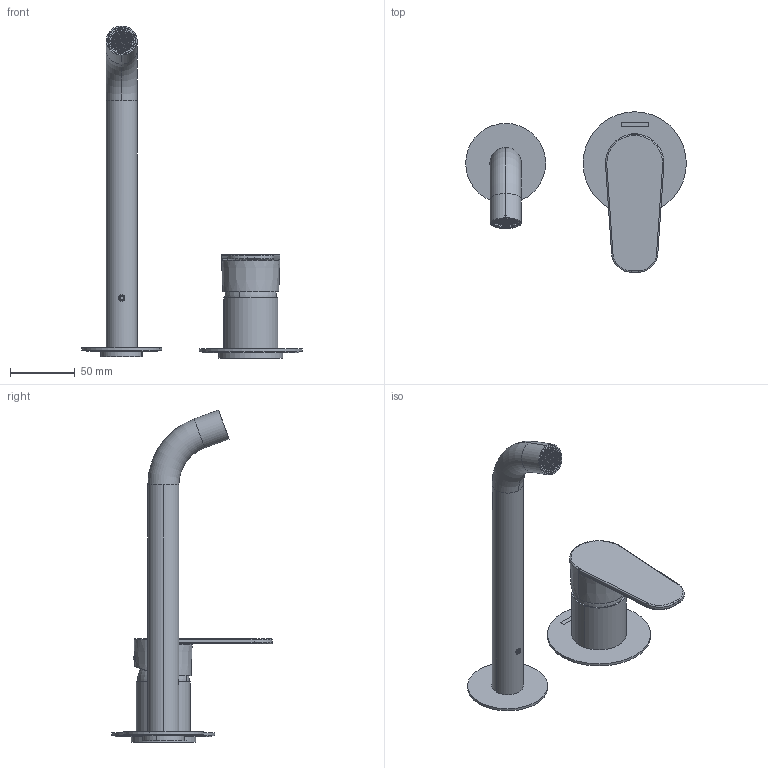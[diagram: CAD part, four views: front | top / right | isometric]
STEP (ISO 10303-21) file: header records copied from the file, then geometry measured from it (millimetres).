
FILE_DESCRIPTION (( 'STEP AP203' ), '1' );
FILE_NAME ('36AP02124.STEP', '2021-01-14T07:06:14', ( '' ), ( '' ), 'SwSTEP 2.0', 'SolidWorks 2018', '' );
FILE_SCHEMA (( 'CONFIG_CONTROL_DESIGN' ));
Length unit declared in the file: millimetre
Products named in the file (1): 36AP02124
Bounding box: 171 x 124.44 x 257.28 mm (x, y, z)
Volume: 77694 mm3; surface area: 93550.9 mm2
Topology: 14 solids, 14 shells, 1261 faces, 3161 edges, 2092 vertices
Faces by surface type: plane 1082, cylinder 123, cone 32, torus 20, bspline 2, sphere 2
Entity records: 37590 total; most frequent: CARTESIAN_POINT 6979, ORIENTED_EDGE 6318, DIRECTION 5981, EDGE_CURVE 3159, LINE 2777, VECTOR 2777, VERTEX_POINT 2092, AXIS2_PLACEMENT_3D 1602
